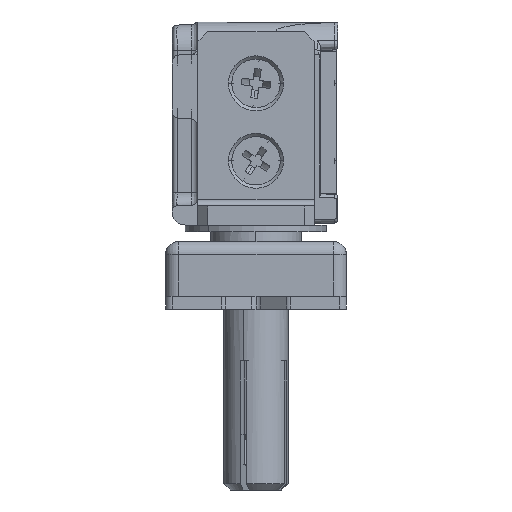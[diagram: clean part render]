
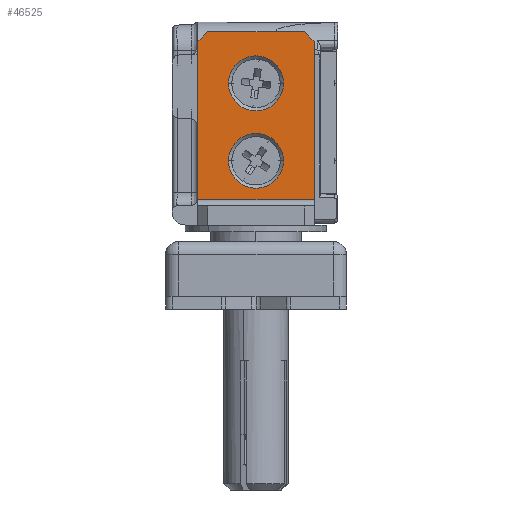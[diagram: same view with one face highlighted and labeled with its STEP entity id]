
A CAD part, left-side view. The second image highlights one B-rep face of the part: STEP entity #46525.
In plain terms, the highlighted planar face has unit normal (-1, 0, 0).
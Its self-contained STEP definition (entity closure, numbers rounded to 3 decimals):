
#454 = DIRECTION ( 'NONE',  ( -1., 0., 0. ) ) ;
#3596 = CARTESIAN_POINT ( 'NONE',  ( -3., 10., 9. ) ) ;
#3847 = VECTOR ( 'NONE', #30420, 1000. ) ;
#3852 = DIRECTION ( 'NONE',  ( 0., 0., 1. ) ) ;
#3938 = LINE ( 'NONE', #12243, #26020 ) ;
#4067 = VERTEX_POINT ( 'NONE', #35737 ) ;
#4433 = CIRCLE ( 'NONE', #31785, 4.25 ) ;
#6063 = EDGE_CURVE ( 'NONE', #4067, #26933, #17852, .T. ) ;
#6234 = LINE ( 'NONE', #38162, #36294 ) ;
#6413 = CARTESIAN_POINT ( 'NONE',  ( -3., 22., 4.75 ) ) ;
#6426 = ORIENTED_EDGE ( 'NONE', *, *, #48337, .T. ) ;
#6444 = FACE_BOUND ( 'NONE', #23148, .T. ) ;
#6530 = VERTEX_POINT ( 'NONE', #41545 ) ;
#7182 = VERTEX_POINT ( 'NONE', #46107 ) ;
#7433 = CARTESIAN_POINT ( 'NONE',  ( -3., 10., 13.25 ) ) ;
#7726 = DIRECTION ( 'NONE',  ( 0., 1., 0. ) ) ;
#8538 = CARTESIAN_POINT ( 'NONE',  ( -3., 30., 0. ) ) ;
#8774 = VERTEX_POINT ( 'NONE', #35863 ) ;
#9085 = EDGE_CURVE ( 'NONE', #36821, #45444, #6234, .T. ) ;
#9614 = ORIENTED_EDGE ( 'NONE', *, *, #30123, .F. ) ;
#10250 = AXIS2_PLACEMENT_3D ( 'NONE', #3596, #454, #3852 ) ;
#10350 = ORIENTED_EDGE ( 'NONE', *, *, #26715, .T. ) ;
#12243 = CARTESIAN_POINT ( 'NONE',  ( -3., 28.5, 18. ) ) ;
#12548 = EDGE_LOOP ( 'NONE', ( #49246, #16767 ) ) ;
#14034 = DIRECTION ( 'NONE',  ( 0., -1., 0. ) ) ;
#14110 = EDGE_LOOP ( 'NONE', ( #10350, #50646, #6426, #22596, #34463, #37291 ) ) ;
#14497 = FACE_OUTER_BOUND ( 'NONE', #14110, .T. ) ;
#14947 = EDGE_CURVE ( 'NONE', #26933, #4067, #40903, .T. ) ;
#15326 = AXIS2_PLACEMENT_3D ( 'NONE', #50112, #37912, #34787 ) ;
#16304 = LINE ( 'NONE', #32111, #29425 ) ;
#16767 = ORIENTED_EDGE ( 'NONE', *, *, #6063, .F. ) ;
#17852 = CIRCLE ( 'NONE', #46852, 4.25 ) ;
#18500 = LINE ( 'NONE', #43138, #3847 ) ;
#18944 = VERTEX_POINT ( 'NONE', #22481 ) ;
#19053 = DIRECTION ( 'NONE',  ( 0., 0., 1. ) ) ;
#19936 = VERTEX_POINT ( 'NONE', #21498 ) ;
#20014 = VERTEX_POINT ( 'NONE', #6413 ) ;
#21498 = CARTESIAN_POINT ( 'NONE',  ( -3., 30., 16.5 ) ) ;
#22164 = CARTESIAN_POINT ( 'NONE',  ( -3., 10., 9. ) ) ;
#22481 = CARTESIAN_POINT ( 'NONE',  ( -3., 30., 1.5 ) ) ;
#22596 = ORIENTED_EDGE ( 'NONE', *, *, #32261, .T. ) ;
#23146 = VECTOR ( 'NONE', #24642, 1000. ) ;
#23148 = EDGE_LOOP ( 'NONE', ( #9614, #25293 ) ) ;
#23688 = DIRECTION ( 'NONE',  ( 0., 0.707, -0.707 ) ) ;
#24642 = DIRECTION ( 'NONE',  ( 0., -1., 0. ) ) ;
#25293 = ORIENTED_EDGE ( 'NONE', *, *, #41947, .F. ) ;
#26020 = VECTOR ( 'NONE', #23688, 1000. ) ;
#26162 = CARTESIAN_POINT ( 'NONE',  ( -3., 28.5, 18. ) ) ;
#26715 = EDGE_CURVE ( 'NONE', #19936, #18944, #16304, .T. ) ;
#26769 = LINE ( 'NONE', #38698, #44449 ) ;
#26933 = VERTEX_POINT ( 'NONE', #7433 ) ;
#29161 = EDGE_CURVE ( 'NONE', #36821, #19936, #3938, .T. ) ;
#29388 = DIRECTION ( 'NONE',  ( 0., 0., 1. ) ) ;
#29425 = VECTOR ( 'NONE', #47968, 1000. ) ;
#29925 = DIRECTION ( 'NONE',  ( -1., 0., 0. ) ) ;
#30123 = EDGE_CURVE ( 'NONE', #8774, #20014, #37669, .T. ) ;
#30323 = PLANE ( 'NONE',  #34621 ) ;
#30420 = DIRECTION ( 'NONE',  ( 0., 0., 1. ) ) ;
#31785 = AXIS2_PLACEMENT_3D ( 'NONE', #34897, #41087, #29388 ) ;
#32111 = CARTESIAN_POINT ( 'NONE',  ( -3., 30., 18. ) ) ;
#32261 = EDGE_CURVE ( 'NONE', #6530, #45444, #18500, .T. ) ;
#33157 = LINE ( 'NONE', #8538, #23146 ) ;
#33432 = FACE_BOUND ( 'NONE', #12548, .T. ) ;
#34463 = ORIENTED_EDGE ( 'NONE', *, *, #9085, .F. ) ;
#34621 = AXIS2_PLACEMENT_3D ( 'NONE', #34745, #43542, #7726 ) ;
#34674 = EDGE_CURVE ( 'NONE', #18944, #7182, #26769, .T. ) ;
#34745 = CARTESIAN_POINT ( 'NONE',  ( -3., 30., 18. ) ) ;
#34787 = DIRECTION ( 'NONE',  ( 0., 0., 1. ) ) ;
#34897 = CARTESIAN_POINT ( 'NONE',  ( -3., 22., 9. ) ) ;
#35737 = CARTESIAN_POINT ( 'NONE',  ( -3., 10., 4.75 ) ) ;
#35863 = CARTESIAN_POINT ( 'NONE',  ( -3., 22., 13.25 ) ) ;
#36294 = VECTOR ( 'NONE', #14034, 1000. ) ;
#36821 = VERTEX_POINT ( 'NONE', #26162 ) ;
#37291 = ORIENTED_EDGE ( 'NONE', *, *, #29161, .T. ) ;
#37669 = CIRCLE ( 'NONE', #15326, 4.25 ) ;
#37912 = DIRECTION ( 'NONE',  ( -1., 0., 0. ) ) ;
#38162 = CARTESIAN_POINT ( 'NONE',  ( -3., 30., 18. ) ) ;
#38698 = CARTESIAN_POINT ( 'NONE',  ( -3., 30., 1.5 ) ) ;
#40903 = CIRCLE ( 'NONE', #10250, 4.25 ) ;
#41087 = DIRECTION ( 'NONE',  ( -1., 0., 0. ) ) ;
#41545 = CARTESIAN_POINT ( 'NONE',  ( -3., 4., 0. ) ) ;
#41947 = EDGE_CURVE ( 'NONE', #20014, #8774, #4433, .T. ) ;
#43138 = CARTESIAN_POINT ( 'NONE',  ( -3., 4., 18. ) ) ;
#43542 = DIRECTION ( 'NONE',  ( 1., 0., 0. ) ) ;
#43882 = CARTESIAN_POINT ( 'NONE',  ( -3., 4., 18. ) ) ;
#44449 = VECTOR ( 'NONE', #46476, 1000. ) ;
#45444 = VERTEX_POINT ( 'NONE', #43882 ) ;
#46107 = CARTESIAN_POINT ( 'NONE',  ( -3., 28.5, 0. ) ) ;
#46476 = DIRECTION ( 'NONE',  ( 0., -0.707, -0.707 ) ) ;
#46525 = ADVANCED_FACE ( 'NONE', ( #6444, #33432, #14497 ), #30323, .F. ) ;
#46852 = AXIS2_PLACEMENT_3D ( 'NONE', #22164, #29925, #19053 ) ;
#47968 = DIRECTION ( 'NONE',  ( 0., 0., -1. ) ) ;
#48337 = EDGE_CURVE ( 'NONE', #7182, #6530, #33157, .T. ) ;
#49246 = ORIENTED_EDGE ( 'NONE', *, *, #14947, .F. ) ;
#50112 = CARTESIAN_POINT ( 'NONE',  ( -3., 22., 9. ) ) ;
#50646 = ORIENTED_EDGE ( 'NONE', *, *, #34674, .T. ) ;
